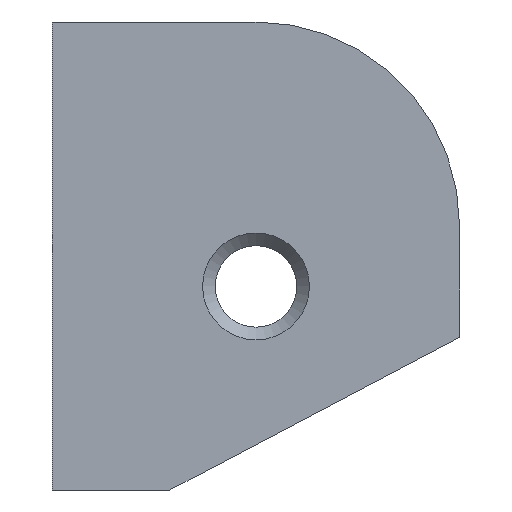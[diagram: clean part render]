
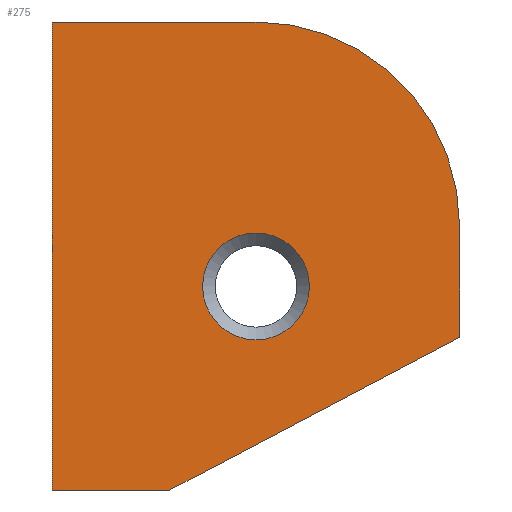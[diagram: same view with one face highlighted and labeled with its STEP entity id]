
A CAD part, front view. The second image highlights one B-rep face of the part: STEP entity #275.
In plain terms, the highlighted planar face has unit normal (0, -1, 0).
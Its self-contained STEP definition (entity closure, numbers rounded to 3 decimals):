
#16=FACE_BOUND('',#48,.T.);
#20=PLANE('',#307);
#31=FACE_OUTER_BOUND('',#47,.T.);
#47=EDGE_LOOP('',(#200,#201,#202,#203,#204,#205));
#48=EDGE_LOOP('',(#206));
#66=LINE('',#425,#93);
#69=LINE('',#431,#96);
#70=LINE('',#433,#97);
#71=LINE('',#435,#98);
#72=LINE('',#436,#99);
#93=VECTOR('',#342,10.);
#96=VECTOR('',#347,10.);
#97=VECTOR('',#348,10.);
#98=VECTOR('',#349,10.);
#99=VECTOR('',#350,10.);
#118=CIRCLE('',#304,8.);
#120=CIRCLE('',#308,2.1);
#129=VERTEX_POINT('',#415);
#130=VERTEX_POINT('',#416);
#133=VERTEX_POINT('',#424);
#135=VERTEX_POINT('',#430);
#136=VERTEX_POINT('',#432);
#137=VERTEX_POINT('',#434);
#138=VERTEX_POINT('',#437);
#154=EDGE_CURVE('',#129,#130,#118,.T.);
#158=EDGE_CURVE('',#133,#130,#66,.T.);
#161=EDGE_CURVE('',#129,#135,#69,.T.);
#162=EDGE_CURVE('',#135,#136,#70,.T.);
#163=EDGE_CURVE('',#136,#137,#71,.T.);
#164=EDGE_CURVE('',#137,#133,#72,.T.);
#165=EDGE_CURVE('',#138,#138,#120,.T.);
#200=ORIENTED_EDGE('',*,*,#154,.F.);
#201=ORIENTED_EDGE('',*,*,#161,.T.);
#202=ORIENTED_EDGE('',*,*,#162,.T.);
#203=ORIENTED_EDGE('',*,*,#163,.T.);
#204=ORIENTED_EDGE('',*,*,#164,.T.);
#205=ORIENTED_EDGE('',*,*,#158,.T.);
#206=ORIENTED_EDGE('',*,*,#165,.F.);
#275=ADVANCED_FACE('',(#31,#16),#20,.T.);
#304=AXIS2_PLACEMENT_3D('',#417,#334,#335);
#307=AXIS2_PLACEMENT_3D('',#429,#345,#346);
#308=AXIS2_PLACEMENT_3D('',#438,#351,#352);
#334=DIRECTION('center_axis',(0.,1.,0.));
#335=DIRECTION('ref_axis',(0.707,0.,0.707));
#342=DIRECTION('',(0.,0.,1.));
#345=DIRECTION('center_axis',(0.,-1.,0.));
#346=DIRECTION('ref_axis',(1.,0.,0.));
#347=DIRECTION('',(-1.,0.,0.));
#348=DIRECTION('',(0.,0.,-1.));
#349=DIRECTION('',(1.,0.,0.));
#350=DIRECTION('',(0.885,0.,0.466));
#351=DIRECTION('center_axis',(0.,-1.,0.));
#352=DIRECTION('ref_axis',(1.,0.,0.));
#415=CARTESIAN_POINT('',(38.25,-10.,45.392));
#416=CARTESIAN_POINT('',(46.25,-10.,37.392));
#417=CARTESIAN_POINT('Origin',(38.25,-10.,37.392));
#424=CARTESIAN_POINT('',(46.25,-10.,33.));
#425=CARTESIAN_POINT('',(46.25,-10.,27.));
#429=CARTESIAN_POINT('Origin',(38.25,-10.,37.446));
#430=CARTESIAN_POINT('',(30.25,-10.,45.392));
#431=CARTESIAN_POINT('',(30.25,-10.,45.392));
#432=CARTESIAN_POINT('',(30.25,-10.,27.));
#433=CARTESIAN_POINT('',(30.25,-10.,45.392));
#434=CARTESIAN_POINT('',(34.869,-10.,27.));
#435=CARTESIAN_POINT('',(34.869,-10.,27.));
#436=CARTESIAN_POINT('',(46.25,-10.,33.));
#437=CARTESIAN_POINT('',(36.15,-10.,35.));
#438=CARTESIAN_POINT('Origin',(38.25,-10.,35.));
